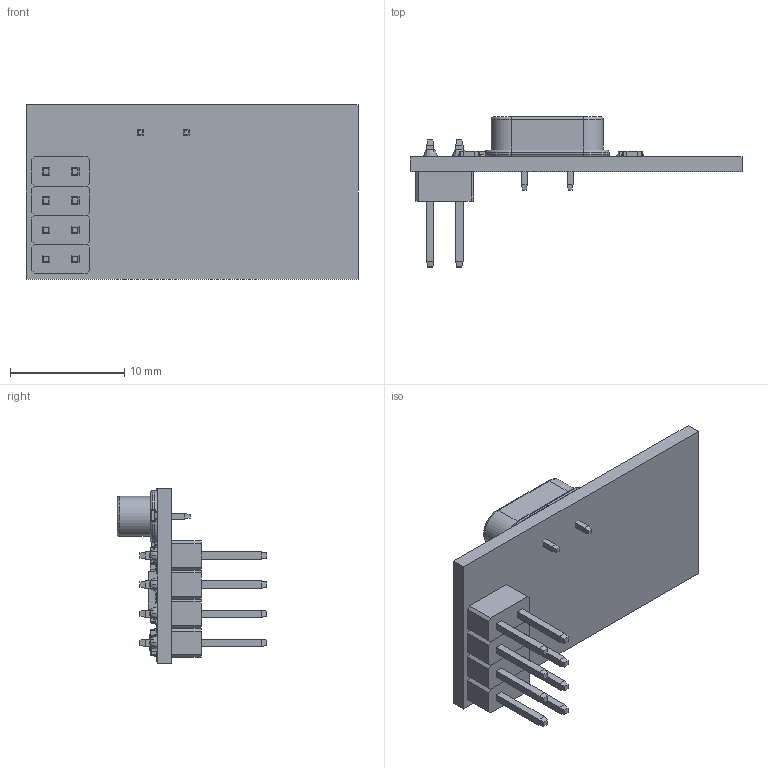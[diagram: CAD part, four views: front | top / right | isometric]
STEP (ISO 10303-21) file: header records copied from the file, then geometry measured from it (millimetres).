
FILE_DESCRIPTION (( 'STEP AP214' ), '1' );
FILE_NAME ('nRF24L01.STEP', '2020-11-16T06:34:57', ( '' ), ( '' ), 'SwSTEP 2.0', 'SolidWorks 2016', '' );
FILE_SCHEMA (( 'AUTOMOTIVE_DESIGN' ));
Length unit declared in the file: millimetre
Products named in the file (10): CrystalOscillator; nrfboard; smdResistor223; 1.7mmSmdCeramicCapacitor; smdceramiccapacitorwhite; 4x4SMDchip; doubleMaleHeader; smdResistor105; solder; nRF24L01
Assembly tree (29 placements, depth 2):
  nRF24L01
    nrfboard
    CrystalOscillator
    doubleMaleHeader  x4
    solder  x8
    1.7mmSmdCeramicCapacitor  x9
    smdResistor223
    smdResistor105
    smdceramiccapacitorwhite  x3
    4x4SMDchip
Bounding box: 29 x 13.1 x 15.2 mm (x, y, z)
Volume: 863.5 mm3; surface area: 1811.5 mm2
Topology: 77 solids, 77 shells, 1173 faces, 2790 edges, 1824 vertices
Faces by surface type: plane 832, bspline 253, cylinder 66, torus 22
Entity records: 36271 total; most frequent: CARTESIAN_POINT 13894, ORIENTED_EDGE 3496, DIRECTION 2558, EDGE_CURVE 1748, LINE 1326, VECTOR 1326, VERTEX_POINT 1150, EDGE_LOOP 754
